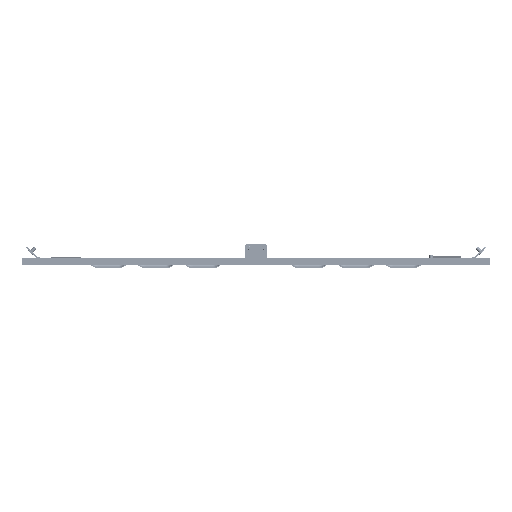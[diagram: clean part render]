
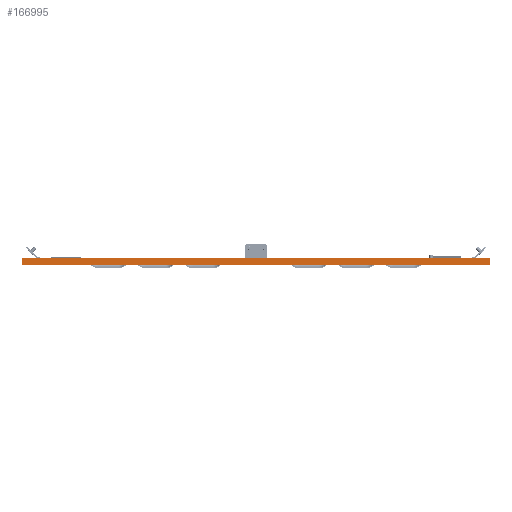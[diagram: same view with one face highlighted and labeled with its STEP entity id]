
A CAD part, front view. The second image highlights one B-rep face of the part: STEP entity #166995.
In plain terms, the highlighted planar face has unit normal (0, -1, 0).
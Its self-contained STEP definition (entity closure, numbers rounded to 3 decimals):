
#1103 = CARTESIAN_POINT ( 'NONE',  ( 397.5, -1799.458, -6.45 ) ) ;
#5176 = VECTOR ( 'NONE', #207605, 1000. ) ;
#5838 = VERTEX_POINT ( 'NONE', #113844 ) ;
#5845 = EDGE_CURVE ( 'NONE', #83936, #121429, #33244, .T. ) ;
#11148 = LINE ( 'NONE', #13305, #194547 ) ;
#13305 = CARTESIAN_POINT ( 'NONE',  ( 396.093, -1799.458, 5.55 ) ) ;
#20054 = CARTESIAN_POINT ( 'NONE',  ( -396.093, -1799.458, 4.149 ) ) ;
#22692 = CARTESIAN_POINT ( 'NONE',  ( 396.093, -1799.458, 4.149 ) ) ;
#22986 = CARTESIAN_POINT ( 'NONE',  ( -396.093, -1799.458, 5.369 ) ) ;
#23777 = CARTESIAN_POINT ( 'NONE',  ( 396.093, -1799.458, 4.721 ) ) ;
#24079 = CARTESIAN_POINT ( 'NONE',  ( -396.093, -1799.458, 5.188 ) ) ;
#24818 = CARTESIAN_POINT ( 'NONE',  ( -397.5, -1799.458, 5.55 ) ) ;
#25590 = CARTESIAN_POINT ( 'NONE',  ( 0., -1799.458, -6.45 ) ) ;
#28228 = CARTESIAN_POINT ( 'NONE',  ( -396.093, -1799.458, 5.55 ) ) ;
#29804 = CARTESIAN_POINT ( 'NONE',  ( 409.582, -1799.458, 5.55 ) ) ;
#31513 = VERTEX_POINT ( 'NONE', #28228 ) ;
#31797 = EDGE_LOOP ( 'NONE', ( #177261, #41076, #121556, #111561, #68558, #34535, #123579, #150170, #162264, #85871 ) ) ;
#33192 = VERTEX_POINT ( 'NONE', #24818 ) ;
#33244 = LINE ( 'NONE', #114919, #71962 ) ;
#34535 = ORIENTED_EDGE ( 'NONE', *, *, #201411, .T. ) ;
#36824 = LINE ( 'NONE', #102103, #153097 ) ;
#39346 = EDGE_CURVE ( 'NONE', #154233, #121429, #211357, .T. ) ;
#40262 = CARTESIAN_POINT ( 'NONE',  ( 396.093, -1799.458, 5.55 ) ) ;
#40372 = CARTESIAN_POINT ( 'NONE',  ( -396.093, -1799.458, 4.435 ) ) ;
#40656 = CARTESIAN_POINT ( 'NONE',  ( -396.093, -1799.458, -6.45 ) ) ;
#41076 = ORIENTED_EDGE ( 'NONE', *, *, #107893, .F. ) ;
#46196 = LINE ( 'NONE', #97363, #211682 ) ;
#47552 = LINE ( 'NONE', #113967, #147409 ) ;
#55342 = CARTESIAN_POINT ( 'NONE',  ( 396.093, -1799.458, 5.188 ) ) ;
#59123 = AXIS2_PLACEMENT_3D ( 'NONE', #210909, #96543, #195652 ) ;
#59378 = CARTESIAN_POINT ( 'NONE',  ( 397.5, -1799.458, 5.55 ) ) ;
#60950 = CARTESIAN_POINT ( 'NONE',  ( -396.093, -1799.458, 4.149 ) ) ;
#61707 = FACE_OUTER_BOUND ( 'NONE', #31797, .T. ) ;
#62449 = LINE ( 'NONE', #29804, #5176 ) ;
#68558 = ORIENTED_EDGE ( 'NONE', *, *, #212446, .T. ) ;
#70608 = CARTESIAN_POINT ( 'NONE',  ( 396.093, -1799.458, 5.006 ) ) ;
#71962 = VECTOR ( 'NONE', #115972, 1000. ) ;
#75823 = EDGE_CURVE ( 'NONE', #154233, #31513, #108123, .T. ) ;
#79069 = EDGE_CURVE ( 'NONE', #33192, #31513, #47552, .T. ) ;
#79128 = PLANE ( 'NONE',  #59123 ) ;
#81004 = DIRECTION ( 'NONE',  ( 0., 0., -1. ) ) ;
#83936 = VERTEX_POINT ( 'NONE', #40262 ) ;
#85650 = EDGE_CURVE ( 'NONE', #127652, #168718, #36824, .T. ) ;
#85871 = ORIENTED_EDGE ( 'NONE', *, *, #79069, .F. ) ;
#90432 = CARTESIAN_POINT ( 'NONE',  ( -396.093, -1799.458, 5.55 ) ) ;
#91949 = LINE ( 'NONE', #25590, #188719 ) ;
#93581 = EDGE_CURVE ( 'NONE', #33192, #192896, #46196, .T. ) ;
#96543 = DIRECTION ( 'NONE',  ( 0., 1., 0. ) ) ;
#97363 = CARTESIAN_POINT ( 'NONE',  ( -397.5, -1799.458, -6.45 ) ) ;
#100783 = EDGE_CURVE ( 'NONE', #168718, #155537, #62449, .T. ) ;
#102103 = CARTESIAN_POINT ( 'NONE',  ( 397.5, -1799.458, 5.55 ) ) ;
#102282 = CARTESIAN_POINT ( 'NONE',  ( -397.5, -1799.458, -6.45 ) ) ;
#105082 = DIRECTION ( 'NONE',  ( -1., 0., 0. ) ) ;
#106759 = CARTESIAN_POINT ( 'NONE',  ( -396.093, -1799.458, 4.721 ) ) ;
#107044 = DIRECTION ( 'NONE',  ( 0., 0., 1. ) ) ;
#107893 = EDGE_CURVE ( 'NONE', #127652, #192896, #91949, .T. ) ;
#108123 = LINE ( 'NONE', #40656, #132940 ) ;
#111561 = ORIENTED_EDGE ( 'NONE', *, *, #100783, .T. ) ;
#113844 = CARTESIAN_POINT ( 'NONE',  ( 396.093, -1799.458, 4.149 ) ) ;
#113967 = CARTESIAN_POINT ( 'NONE',  ( -409.582, -1799.458, 5.55 ) ) ;
#114919 = CARTESIAN_POINT ( 'NONE',  ( 0., -1799.458, 5.55 ) ) ;
#115972 = DIRECTION ( 'NONE',  ( -1., 0., 0. ) ) ;
#121429 = VERTEX_POINT ( 'NONE', #126835 ) ;
#121556 = ORIENTED_EDGE ( 'NONE', *, *, #85650, .T. ) ;
#121754 = CARTESIAN_POINT ( 'NONE',  ( 396.093, -1799.458, 4.435 ) ) ;
#123579 = ORIENTED_EDGE ( 'NONE', *, *, #5845, .T. ) ;
#126835 = CARTESIAN_POINT ( 'NONE',  ( -396.093, -1799.458, 5.55 ) ) ;
#127652 = VERTEX_POINT ( 'NONE', #1103 ) ;
#132940 = VECTOR ( 'NONE', #107044, 1000. ) ;
#138888 = DIRECTION ( 'NONE',  ( 0., 0., -1. ) ) ;
#147409 = VECTOR ( 'NONE', #180401, 1000. ) ;
#150170 = ORIENTED_EDGE ( 'NONE', *, *, #39346, .F. ) ;
#150742 = CARTESIAN_POINT ( 'NONE',  ( 396.093, -1799.458, 5.55 ) ) ;
#152252 = CARTESIAN_POINT ( 'NONE',  ( 396.093, -1799.458, 5.55 ) ) ;
#153097 = VECTOR ( 'NONE', #168538, 1000. ) ;
#154233 = VERTEX_POINT ( 'NONE', #20054 ) ;
#155537 = VERTEX_POINT ( 'NONE', #150742 ) ;
#162264 = ORIENTED_EDGE ( 'NONE', *, *, #75823, .T. ) ;
#166995 = ADVANCED_FACE ( 'NONE', ( #61707 ), #79128, .F. ) ;
#168538 = DIRECTION ( 'NONE',  ( 0., 0., 1. ) ) ;
#168718 = VERTEX_POINT ( 'NONE', #59378 ) ;
#172107 = CARTESIAN_POINT ( 'NONE',  ( -396.093, -1799.458, 5.006 ) ) ;
#177261 = ORIENTED_EDGE ( 'NONE', *, *, #93581, .T. ) ;
#180401 = DIRECTION ( 'NONE',  ( 1., 0., 0. ) ) ;
#188191 = CARTESIAN_POINT ( 'NONE',  ( 396.093, -1799.458, 5.369 ) ) ;
#188719 = VECTOR ( 'NONE', #105082, 1000. ) ;
#192896 = VERTEX_POINT ( 'NONE', #102282 ) ;
#194547 = VECTOR ( 'NONE', #138888, 1000. ) ;
#195652 = DIRECTION ( 'NONE',  ( 0., 0., -1. ) ) ;
#201411 = EDGE_CURVE ( 'NONE', #5838, #83936, #206749, .T. ) ;
#206749 = B_SPLINE_CURVE_WITH_KNOTS ( 'NONE', 3,
 ( #22692, #121754, #23777, #70608, #55342, #188191, #152252 ),
 .UNSPECIFIED., .F., .F.,
 ( 4, 3, 4 ),
 ( 0.005, 0.006, 0.007 ),
 .UNSPECIFIED. ) ;
#207605 = DIRECTION ( 'NONE',  ( -1., 0., 0. ) ) ;
#210909 = CARTESIAN_POINT ( 'NONE',  ( 0., -1799.458, 4.149 ) ) ;
#211357 = B_SPLINE_CURVE_WITH_KNOTS ( 'NONE', 3,
 ( #60950, #40372, #106759, #172107, #24079, #22986, #90432 ),
 .UNSPECIFIED., .F., .F.,
 ( 4, 3, 4 ),
 ( 0.005, 0.006, 0.007 ),
 .UNSPECIFIED. ) ;
#211682 = VECTOR ( 'NONE', #81004, 1000. ) ;
#212446 = EDGE_CURVE ( 'NONE', #155537, #5838, #11148, .T. ) ;
